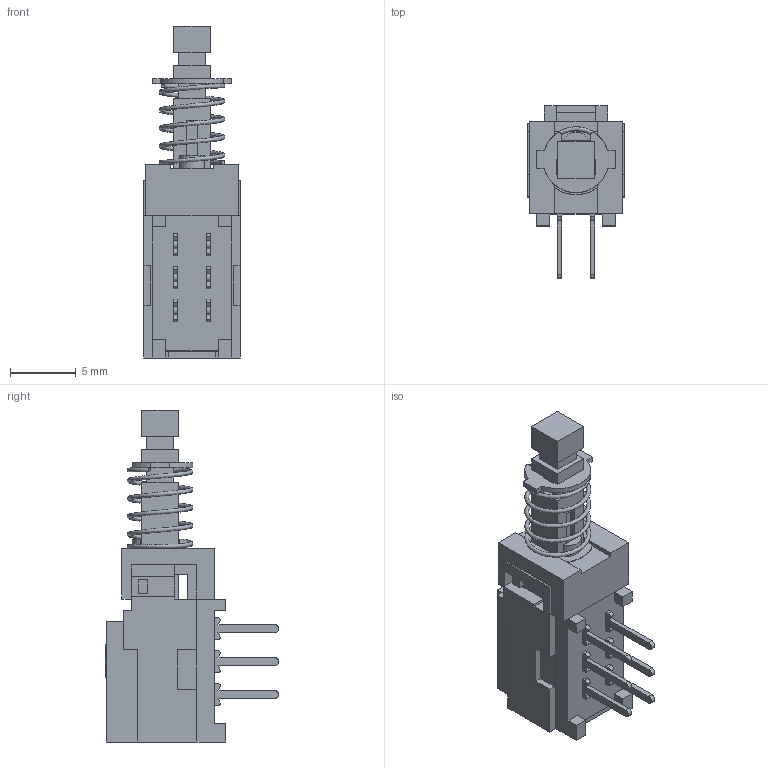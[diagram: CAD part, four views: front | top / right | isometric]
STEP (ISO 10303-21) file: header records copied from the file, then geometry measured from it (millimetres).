
FILE_DESCRIPTION((''),'2;1');
FILE_NAME('PBH2UEENAGX.stp','2011-05-05T14:57:32',('blarson'),(''),'Autodesk Inventor 11','Autodesk Inventor 11','');
FILE_SCHEMA(('AUTOMOTIVE_DESIGN { 1 0 10303 214 1 1 1 1 }'));
Length unit declared in the file: millimetre
Products named in the file (7): Q960000-1; PBH 2U BOTTOM; PBH 2U TOP; PBH FRONT; PBH PLUNGER; PBH SPRING; PBH SPRING LOCK
Assembly tree (6 placements, depth 2):
  Q960000-1
    PBH 2U BOTTOM
    PBH 2U TOP
    PBH FRONT
    PBH PLUNGER
    PBH SPRING
    PBH SPRING LOCK
Bounding box: 7.3 x 13.15 x 25.2 mm (x, y, z)
Volume: 585.1 mm3; surface area: 1519.3 mm2
Topology: 6 solids, 6 shells, 306 faces, 855 edges, 564 vertices
Faces by surface type: plane 271, cylinder 22, bspline 13
Entity records: 12058 total; most frequent: CARTESIAN_POINT 3956, ORIENTED_EDGE 1710, DIRECTION 1542, EDGE_CURVE 855, VECTOR 778, LINE 778, VERTEX_POINT 564, AXIS2_PLACEMENT_3D 382
